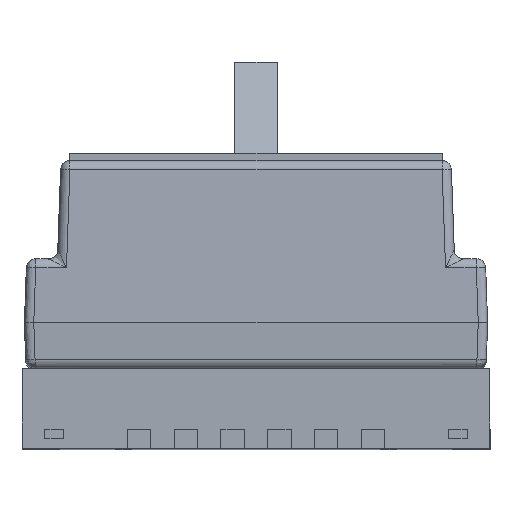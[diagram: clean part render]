
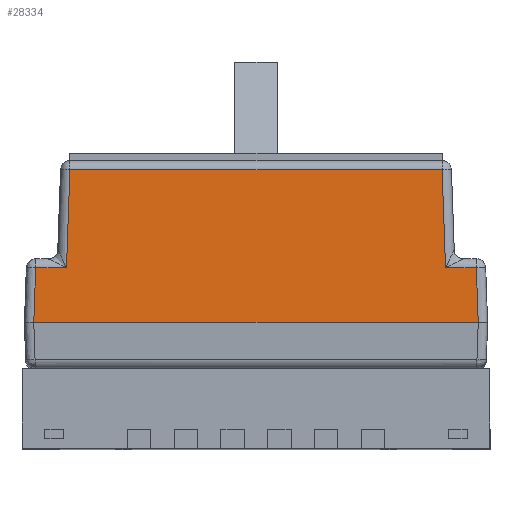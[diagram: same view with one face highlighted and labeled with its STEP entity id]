
A CAD part, top view. The second image highlights one B-rep face of the part: STEP entity #28334.
In plain terms, the highlighted planar face has unit normal (0, 0.035, 0.999).
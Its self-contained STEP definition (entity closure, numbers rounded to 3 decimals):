
#185=B_SPLINE_CURVE_WITH_KNOTS('',3,(#39309,#39310,#39311,#39312),
 .UNSPECIFIED.,.F.,.F.,(4,4),(0.,1.),.UNSPECIFIED.);
#186=B_SPLINE_CURVE_WITH_KNOTS('',3,(#39316,#39317,#39318,#39319),
 .UNSPECIFIED.,.F.,.F.,(4,4),(0.,1.),.UNSPECIFIED.);
#532=FACE_OUTER_BOUND('',#2030,.T.);
#2030=EDGE_LOOP('',(#18919,#18920,#18921,#18922,#18923,#18924,#18925,#18926));
#3643=LINE('',#39307,#7661);
#3644=LINE('',#39314,#7662);
#3645=LINE('',#39321,#7663);
#3646=LINE('',#39323,#7664);
#3647=LINE('',#39325,#7665);
#3648=LINE('',#39326,#7666);
#7661=VECTOR('',#31877,1000.);
#7662=VECTOR('',#31878,1000.);
#7663=VECTOR('',#31879,1000.);
#7664=VECTOR('',#31880,1000.);
#7665=VECTOR('',#31881,1000.);
#7666=VECTOR('',#31882,1000.);
#11674=VERTEX_POINT('',#39305);
#11675=VERTEX_POINT('',#39306);
#11676=VERTEX_POINT('',#39308);
#11677=VERTEX_POINT('',#39313);
#11678=VERTEX_POINT('',#39315);
#11679=VERTEX_POINT('',#39320);
#11680=VERTEX_POINT('',#39322);
#11681=VERTEX_POINT('',#39324);
#14495=EDGE_CURVE('',#11674,#11675,#3643,.T.);
#14496=EDGE_CURVE('',#11675,#11676,#185,.T.);
#14497=EDGE_CURVE('',#11676,#11677,#3644,.T.);
#14498=EDGE_CURVE('',#11677,#11678,#186,.T.);
#14499=EDGE_CURVE('',#11678,#11679,#3645,.T.);
#14500=EDGE_CURVE('',#11679,#11680,#3646,.T.);
#14501=EDGE_CURVE('',#11680,#11681,#3647,.T.);
#14502=EDGE_CURVE('',#11681,#11674,#3648,.T.);
#18919=ORIENTED_EDGE('',*,*,#14495,.T.);
#18920=ORIENTED_EDGE('',*,*,#14496,.T.);
#18921=ORIENTED_EDGE('',*,*,#14497,.T.);
#18922=ORIENTED_EDGE('',*,*,#14498,.T.);
#18923=ORIENTED_EDGE('',*,*,#14499,.T.);
#18924=ORIENTED_EDGE('',*,*,#14500,.T.);
#18925=ORIENTED_EDGE('',*,*,#14501,.T.);
#18926=ORIENTED_EDGE('',*,*,#14502,.T.);
#26919=PLANE('',#29945);
#28334=ADVANCED_FACE('',(#532),#26919,.T.);
#29945=AXIS2_PLACEMENT_3D('',#39304,#31875,#31876);
#31875=DIRECTION('center_axis',(0.,0.035,
0.999));
#31876=DIRECTION('ref_axis',(1.,0.,0.));
#31877=DIRECTION('',(-1.,0.,0.));
#31878=DIRECTION('',(1.,0.,0.));
#31879=DIRECTION('',(-1.,0.,0.));
#31880=DIRECTION('',(-0.035,0.999,-0.035));
#31881=DIRECTION('',(-1.,0.,0.));
#31882=DIRECTION('',(-0.035,-0.999,0.035));
#39304=CARTESIAN_POINT('Origin',(2.475,1.339,5.));
#39305=CARTESIAN_POINT('',(-2.025,1.927,4.979));
#39306=CARTESIAN_POINT('',(-2.354,1.927,4.979));
#39307=CARTESIAN_POINT('',(-2.45,1.927,4.979));
#39308=CARTESIAN_POINT('',(-2.374,1.346,5.));
#39309=CARTESIAN_POINT('Ctrl Pts',(-2.354,1.927,4.979));
#39310=CARTESIAN_POINT('Ctrl Pts',(-2.36,1.734,4.986));
#39311=CARTESIAN_POINT('Ctrl Pts',(-2.367,1.54,4.993));
#39312=CARTESIAN_POINT('Ctrl Pts',(-2.374,1.346,5.));
#39313=CARTESIAN_POINT('',(2.374,1.346,5.));
#39314=CARTESIAN_POINT('',(2.475,1.346,5.));
#39315=CARTESIAN_POINT('',(2.354,1.927,4.979));
#39316=CARTESIAN_POINT('Ctrl Pts',(2.374,1.346,5.));
#39317=CARTESIAN_POINT('Ctrl Pts',(2.367,1.54,4.993));
#39318=CARTESIAN_POINT('Ctrl Pts',(2.36,1.734,4.986));
#39319=CARTESIAN_POINT('Ctrl Pts',(2.354,1.927,4.979));
#39320=CARTESIAN_POINT('',(2.025,1.927,4.979));
#39321=CARTESIAN_POINT('',(2.021,1.927,4.979));
#39322=CARTESIAN_POINT('',(1.988,2.976,4.943));
#39323=CARTESIAN_POINT('',(1.985,3.07,4.94));
#39324=CARTESIAN_POINT('',(-1.988,2.976,4.943));
#39325=CARTESIAN_POINT('',(-2.085,2.976,4.943));
#39326=CARTESIAN_POINT('',(-2.021,2.021,4.976));
